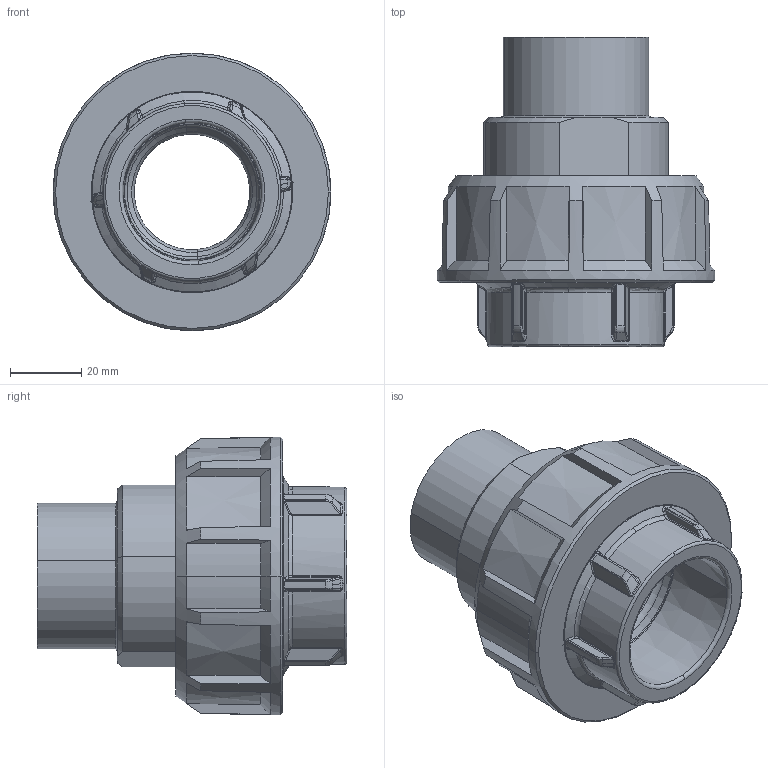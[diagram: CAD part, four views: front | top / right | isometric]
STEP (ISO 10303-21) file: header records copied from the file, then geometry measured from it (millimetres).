
FILE_DESCRIPTION(('STEP AP214'),'1');
FILE_NAME('birxm040114f.stp','2018-02-12T14:28:54',('TraceParts'),('TraceParts S.A.'),'Spatial InterOp 3D',' ',' ');
FILE_SCHEMA(('automotive_design'));
Length unit declared in the file: millimetre
Products named in the file (3): birxm040114f_1; birxm040114f_2; birxm040114f_3
Bounding box: 78.08 x 87 x 78.08 mm (x, y, z)
Volume: 146033.2 mm3; surface area: 48385.8 mm2
Topology: 3 solids, 3 shells, 303 faces, 754 edges, 464 vertices
Faces by surface type: cylinder 80, bspline 72, cone 54, torus 50, plane 47
Entity records: 13246 total; most frequent: CARTESIAN_POINT 3960, ORIENTED_EDGE 1508, DIRECTION 1366, EDGE_CURVE 754, AXIS2_PLACEMENT_3D 618, VERTEX_POINT 464, CIRCLE 384, EDGE_LOOP 316
